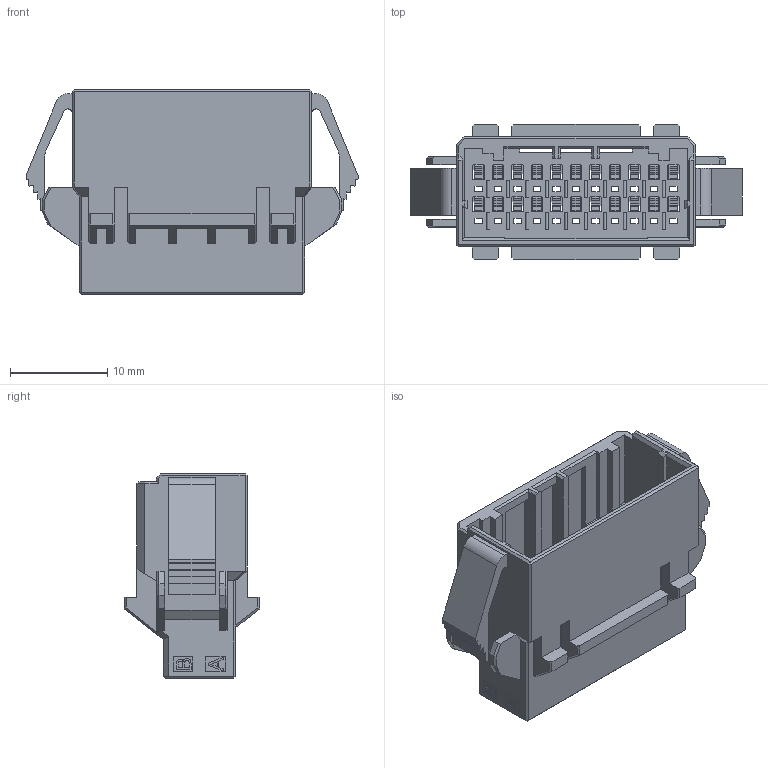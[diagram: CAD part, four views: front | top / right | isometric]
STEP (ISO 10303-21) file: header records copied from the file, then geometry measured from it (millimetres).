
FILE_DESCRIPTION( ('This file contains a STEP AP42 implementation' ,'as created by ZW3D STEP Interface translator.') ,'2;1' );
FILE_NAME( 'WD2000-2HG11B001W.stp' ,'2312 4.1536 7', (''), ('ZWCAD Software Co.'), 'Version 1.0', 'ZW3D to STEP translator', '' );
FILE_SCHEMA(('AUTOMOTIVE_DESIGN { 1 0 10303 214 1 1 1 1 }'));
Length unit declared in the file: millimetre
Products named in the file (2): 0; WD2000-2HG11B001W
Bounding box: 34.1 x 13.9 x 21 mm (x, y, z)
Volume: 2389 mm3; surface area: 5812.1 mm2
Topology: 1 solids, 1 shells, 1655 faces, 4625 edges, 3028 vertices
Faces by surface type: plane 1416, bspline 137, cylinder 102
Full cylindrical faces by diameter (mm): 0.702 x1, 1.5 x1
Entity records: 55133 total; most frequent: CARTESIAN_POINT 11725, ORIENTED_EDGE 9250, DIRECTION 7474, EDGE_CURVE 4625, VECTOR 4120, LINE 4120, VERTEX_POINT 3028, EDGE_LOOP 1805
